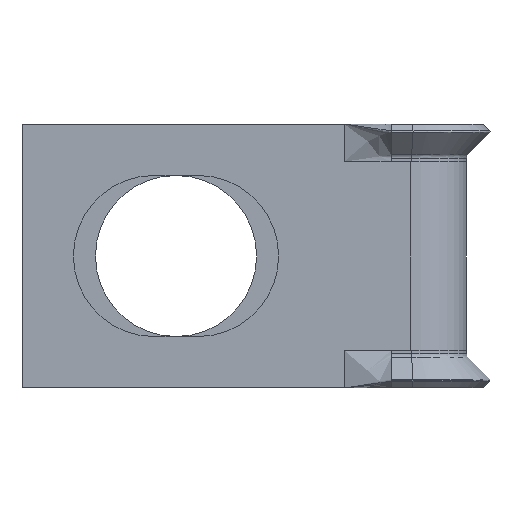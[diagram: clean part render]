
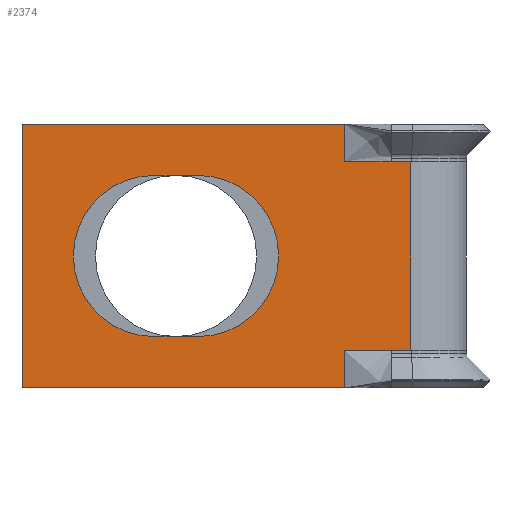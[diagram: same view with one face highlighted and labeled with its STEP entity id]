
A CAD part, left-side view. The second image highlights one B-rep face of the part: STEP entity #2374.
In plain terms, the highlighted planar face has unit normal (-1, 0, 0).
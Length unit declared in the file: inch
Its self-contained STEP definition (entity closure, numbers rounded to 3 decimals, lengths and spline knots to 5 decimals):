
#13 = VERTEX_POINT ( 'NONE', #1089 ) ;
#69 = DIRECTION ( 'NONE',  ( 0., 0., -1. ) ) ;
#120 = CARTESIAN_POINT ( 'NONE',  ( -0.025, -0.39154, 0.201 ) ) ;
#148 = VERTEX_POINT ( 'NONE', #3017 ) ;
#162 = VERTEX_POINT ( 'NONE', #1450 ) ;
#232 = EDGE_LOOP ( 'NONE', ( #2349, #276, #2454, #3300, #2067, #3400, #3353, #1909, #826 ) ) ;
#261 = FACE_OUTER_BOUND ( 'NONE', #232, .T. ) ;
#276 = ORIENTED_EDGE ( 'NONE', *, *, #4009, .F. ) ;
#312 = CARTESIAN_POINT ( 'NONE',  ( -0.025, -0.5, -0.201 ) ) ;
#332 = CARTESIAN_POINT ( 'NONE',  ( -0.025, -0.3582, 0.281 ) ) ;
#349 = DIRECTION ( 'NONE',  ( 0., -1., 0. ) ) ;
#355 = AXIS2_PLACEMENT_3D ( 'NONE', #3923, #1935, #4262 ) ;
#392 = CARTESIAN_POINT ( 'NONE',  ( -0.025, -0.3582, -0.281 ) ) ;
#505 = LINE ( 'NONE', #1759, #621 ) ;
#558 = VECTOR ( 'NONE', #2625, 39.37008 ) ;
#621 = VECTOR ( 'NONE', #4089, 39.37008 ) ;
#645 = CARTESIAN_POINT ( 'NONE',  ( -0.025, -0.5, 0.281 ) ) ;
#672 = EDGE_LOOP ( 'NONE', ( #2579, #1594, #3170, #985, #2398 ) ) ;
#729 = CARTESIAN_POINT ( 'NONE',  ( -0.025, -0.50185, 0.201 ) ) ;
#826 = ORIENTED_EDGE ( 'NONE', *, *, #2111, .F. ) ;
#868 = CARTESIAN_POINT ( 'NONE',  ( -0.025, -0.047, -0.1715 ) ) ;
#947 = VERTEX_POINT ( 'NONE', #2761 ) ;
#985 = ORIENTED_EDGE ( 'NONE', *, *, #2078, .F. ) ;
#1019 = CIRCLE ( 'NONE', #2322, 0.1715 ) ;
#1024 = LINE ( 'NONE', #3859, #2775 ) ;
#1056 = CARTESIAN_POINT ( 'NONE',  ( -0.025, -0.3582, -0.201 ) ) ;
#1070 = VECTOR ( 'NONE', #1356, 39.37008 ) ;
#1089 = CARTESIAN_POINT ( 'NONE',  ( -0.025, -0.3582, 0.281 ) ) ;
#1098 = VERTEX_POINT ( 'NONE', #3534 ) ;
#1177 = VERTEX_POINT ( 'NONE', #868 ) ;
#1226 = DIRECTION ( 'NONE',  ( 1., 0., 0. ) ) ;
#1240 = VERTEX_POINT ( 'NONE', #3515 ) ;
#1274 = LINE ( 'NONE', #392, #2936 ) ;
#1308 = CARTESIAN_POINT ( 'NONE',  ( -0.025, -0.5, 0.201 ) ) ;
#1356 = DIRECTION ( 'NONE',  ( 0., -1., 0. ) ) ;
#1396 = EDGE_CURVE ( 'NONE', #162, #1240, #1024, .T. ) ;
#1450 = CARTESIAN_POINT ( 'NONE',  ( -0.025, 0.328, -0.281 ) ) ;
#1517 = CARTESIAN_POINT ( 'NONE',  ( -0.025, 0.047, 0. ) ) ;
#1531 = VECTOR ( 'NONE', #2959, 39.37008 ) ;
#1554 = EDGE_CURVE ( 'NONE', #1601, #3097, #1911, .T. ) ;
#1581 = CARTESIAN_POINT ( 'NONE',  ( -0.025, -0.047, 0.1715 ) ) ;
#1594 = ORIENTED_EDGE ( 'NONE', *, *, #2408, .F. ) ;
#1601 = VERTEX_POINT ( 'NONE', #312 ) ;
#1620 = CARTESIAN_POINT ( 'NONE',  ( -0.025, -0.5, -0.201 ) ) ;
#1642 = LINE ( 'NONE', #729, #4193 ) ;
#1648 = VERTEX_POINT ( 'NONE', #1308 ) ;
#1704 = EDGE_CURVE ( 'NONE', #148, #13, #4028, .T. ) ;
#1720 = EDGE_CURVE ( 'NONE', #2907, #947, #505, .T. ) ;
#1759 = CARTESIAN_POINT ( 'NONE',  ( -0.025, -0.047, 0.1715 ) ) ;
#1769 = CARTESIAN_POINT ( 'NONE',  ( -0.02499, -0.4582, 0.201 ) ) ;
#1773 = EDGE_CURVE ( 'NONE', #4077, #1098, #4159, .T. ) ;
#1847 = DIRECTION ( 'NONE',  ( 0., -1., 0. ) ) ;
#1864 = DIRECTION ( 'NONE',  ( 0., -1., 0. ) ) ;
#1890 = DIRECTION ( 'NONE',  ( 0., 0., -1. ) ) ;
#1894 = AXIS2_PLACEMENT_3D ( 'NONE', #2528, #1226, #3545 ) ;
#1896 = CARTESIAN_POINT ( 'NONE',  ( -0.025, -0.047, 0. ) ) ;
#1909 = ORIENTED_EDGE ( 'NONE', *, *, #3990, .F. ) ;
#1911 = LINE ( 'NONE', #1620, #3452 ) ;
#1921 = VERTEX_POINT ( 'NONE', #4153 ) ;
#1935 = DIRECTION ( 'NONE',  ( -1., 0., 0. ) ) ;
#2067 = ORIENTED_EDGE ( 'NONE', *, *, #1396, .T. ) ;
#2078 = EDGE_CURVE ( 'NONE', #1921, #1177, #3395, .T. ) ;
#2088 = CARTESIAN_POINT ( 'NONE',  ( -0.025, -0.2185, 0. ) ) ;
#2111 = EDGE_CURVE ( 'NONE', #1098, #1648, #1642, .T. ) ;
#2224 = DIRECTION ( 'NONE',  ( 0., -1., 0. ) ) ;
#2292 = LINE ( 'NONE', #645, #1531 ) ;
#2298 = CARTESIAN_POINT ( 'NONE',  ( -0.025, -0.3582, 0.201 ) ) ;
#2322 = AXIS2_PLACEMENT_3D ( 'NONE', #1896, #4226, #2224 ) ;
#2349 = ORIENTED_EDGE ( 'NONE', *, *, #1773, .F. ) ;
#2374 = ADVANCED_FACE ( 'NONE', ( #2768, #261 ), #3212, .F. ) ;
#2398 = ORIENTED_EDGE ( 'NONE', *, *, #4092, .F. ) ;
#2408 = EDGE_CURVE ( 'NONE', #3266, #2907, #1019, .T. ) ;
#2454 = ORIENTED_EDGE ( 'NONE', *, *, #1704, .F. ) ;
#2528 = CARTESIAN_POINT ( 'NONE',  ( -0.025, -0.5, 0.281 ) ) ;
#2579 = ORIENTED_EDGE ( 'NONE', *, *, #1720, .F. ) ;
#2625 = DIRECTION ( 'NONE',  ( 0., 0., -1. ) ) ;
#2708 = LINE ( 'NONE', #3888, #2827 ) ;
#2761 = CARTESIAN_POINT ( 'NONE',  ( -0.025, 0.047, 0.1715 ) ) ;
#2768 = FACE_BOUND ( 'NONE', #672, .T. ) ;
#2775 = VECTOR ( 'NONE', #1864, 39.37008 ) ;
#2827 = VECTOR ( 'NONE', #1890, 39.37008 ) ;
#2907 = VERTEX_POINT ( 'NONE', #1581 ) ;
#2936 = VECTOR ( 'NONE', #69, 39.37008 ) ;
#2959 = DIRECTION ( 'NONE',  ( 0., 0., -1. ) ) ;
#2977 = CIRCLE ( 'NONE', #4121, 0.1715 ) ;
#3015 = CARTESIAN_POINT ( 'NONE',  ( -0.025, -0.5, 0.281 ) ) ;
#3017 = CARTESIAN_POINT ( 'NONE',  ( -0.025, 0.328, 0.281 ) ) ;
#3023 = CARTESIAN_POINT ( 'NONE',  ( -0.025, -0.047, -0.1715 ) ) ;
#3097 = VERTEX_POINT ( 'NONE', #1056 ) ;
#3170 = ORIENTED_EDGE ( 'NONE', *, *, #3727, .F. ) ;
#3212 = PLANE ( 'NONE',  #1894 ) ;
#3260 = VECTOR ( 'NONE', #349, 39.37008 ) ;
#3266 = VERTEX_POINT ( 'NONE', #2088 ) ;
#3300 = ORIENTED_EDGE ( 'NONE', *, *, #3701, .T. ) ;
#3353 = ORIENTED_EDGE ( 'NONE', *, *, #1554, .F. ) ;
#3370 = DIRECTION ( 'NONE',  ( 0., -1., 0. ) ) ;
#3395 = LINE ( 'NONE', #3023, #1070 ) ;
#3400 = ORIENTED_EDGE ( 'NONE', *, *, #3632, .F. ) ;
#3426 = CARTESIAN_POINT ( 'NONE',  ( -0.025, -0.3582, 0.201 ) ) ;
#3452 = VECTOR ( 'NONE', #4274, 39.37008 ) ;
#3515 = CARTESIAN_POINT ( 'NONE',  ( -0.025, -0.3582, -0.281 ) ) ;
#3534 = CARTESIAN_POINT ( 'NONE',  ( -0.02499, -0.4582, 0.201 ) ) ;
#3545 = DIRECTION ( 'NONE',  ( 0., 0., -1. ) ) ;
#3607 = CIRCLE ( 'NONE', #355, 0.1715 ) ;
#3632 = EDGE_CURVE ( 'NONE', #3097, #1240, #1274, .T. ) ;
#3701 = EDGE_CURVE ( 'NONE', #148, #162, #2708, .T. ) ;
#3727 = EDGE_CURVE ( 'NONE', #1177, #3266, #3607, .T. ) ;
#3767 = CARTESIAN_POINT ( 'NONE',  ( -0.02499, -0.42487, 0.201 ) ) ;
#3848 = DIRECTION ( 'NONE',  ( -1., 0., 0. ) ) ;
#3859 = CARTESIAN_POINT ( 'NONE',  ( -0.025, -0.5, -0.281 ) ) ;
#3874 = LINE ( 'NONE', #332, #558 ) ;
#3888 = CARTESIAN_POINT ( 'NONE',  ( -0.025, 0.328, 0.281 ) ) ;
#3923 = CARTESIAN_POINT ( 'NONE',  ( -0.025, -0.047, 0. ) ) ;
#3990 = EDGE_CURVE ( 'NONE', #1648, #1601, #2292, .T. ) ;
#4009 = EDGE_CURVE ( 'NONE', #13, #4077, #3874, .T. ) ;
#4028 = LINE ( 'NONE', #3015, #3260 ) ;
#4077 = VERTEX_POINT ( 'NONE', #2298 ) ;
#4089 = DIRECTION ( 'NONE',  ( 0., 1., 0. ) ) ;
#4092 = EDGE_CURVE ( 'NONE', #947, #1921, #2977, .T. ) ;
#4121 = AXIS2_PLACEMENT_3D ( 'NONE', #1517, #3848, #1847 ) ;
#4153 = CARTESIAN_POINT ( 'NONE',  ( -0.025, 0.047, -0.1715 ) ) ;
#4159 = B_SPLINE_CURVE_WITH_KNOTS ( 'NONE', 3,
 ( #3426, #120, #3767, #1769 ),
 .UNSPECIFIED., .F., .F.,
 ( 4, 4 ),
 ( 0., 1. ),
 .UNSPECIFIED. ) ;
#4193 = VECTOR ( 'NONE', #3370, 39.37008 ) ;
#4226 = DIRECTION ( 'NONE',  ( -1., 0., 0. ) ) ;
#4262 = DIRECTION ( 'NONE',  ( 0., -1., 0. ) ) ;
#4274 = DIRECTION ( 'NONE',  ( 0., 1., 0. ) ) ;
